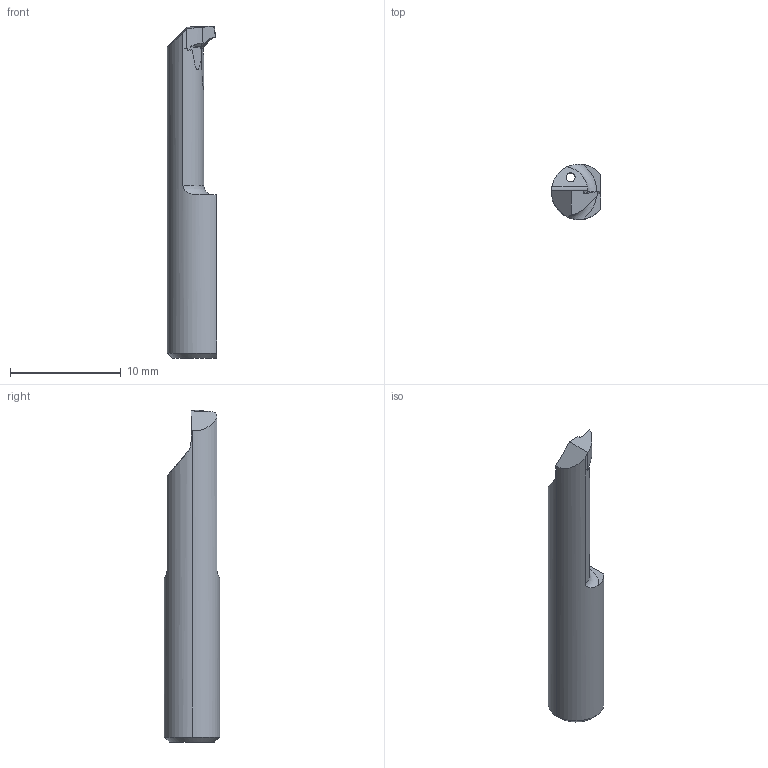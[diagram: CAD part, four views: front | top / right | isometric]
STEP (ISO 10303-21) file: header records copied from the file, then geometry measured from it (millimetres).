
FILE_DESCRIPTION (( 'STEP AP203' ), '1' );
FILE_NAME ('RP70.5-15.step', '2023-10-19T08:33:39', ( '' ), ( '' ), 'SwSTEP 2.0', 'SolidWorks 2022', '' );
FILE_SCHEMA (( 'CONFIG_CONTROL_DESIGN' ));
Length unit declared in the file: millimetre
Products named in the file (1): RP70.5-15
Bounding box: 4.45 x 5 x 30 mm (x, y, z)
Volume: 401 mm3; surface area: 487.6 mm2
Topology: 1 solids, 1 shells, 39 faces, 106 edges, 69 vertices
Faces by surface type: plane 17, cylinder 12, torus 6, cone 4
Entity records: 1374 total; most frequent: CARTESIAN_POINT 371, ORIENTED_EDGE 212, DIRECTION 176, EDGE_CURVE 106, VERTEX_POINT 69, AXIS2_PLACEMENT_3D 66, LINE 44, VECTOR 44
